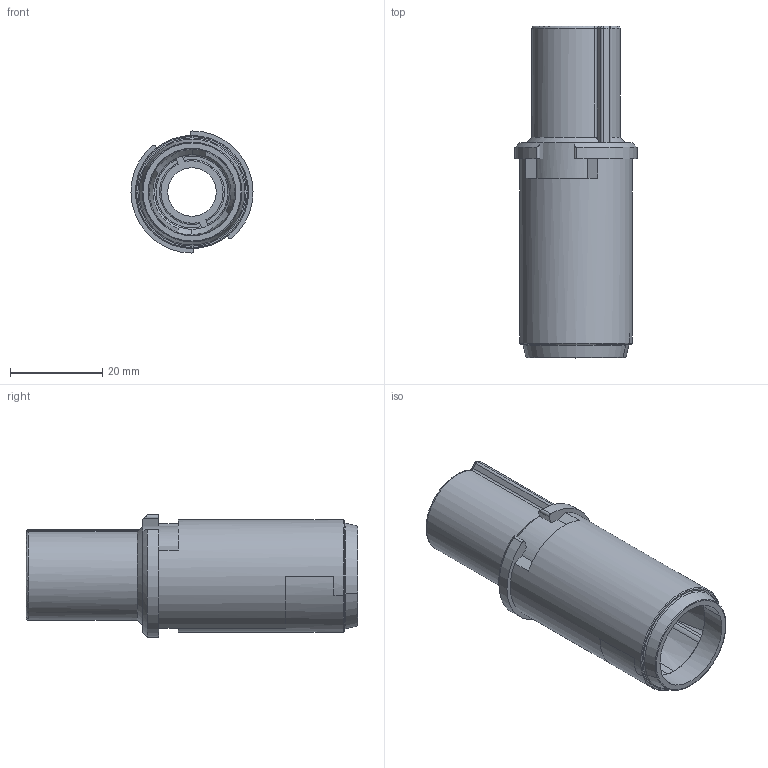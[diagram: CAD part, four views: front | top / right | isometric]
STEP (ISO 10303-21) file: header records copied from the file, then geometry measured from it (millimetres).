
FILE_DESCRIPTION((''),'2;1');
FILE_NAME('HC250FC_82','2016-07-22T',('tl.yang'),(''),'PRO/ENGINEER BY PARAMETRIC TECHNOLOGY CORPORATION, 2011500','PRO/ENGINEER BY PARAMETRIC TECHNOLOGY CORPORATION, 2011500','');
FILE_SCHEMA(('CONFIG_CONTROL_DESIGN'));
Length unit declared in the file: millimetre
Products named in the file (1): HC250FC_82
Bounding box: 26.5 x 72 x 26.5 mm (x, y, z)
Volume: 10252.9 mm3; surface area: 13596.1 mm2
Topology: 1 solids, 1 shells, 150 faces, 436 edges, 288 vertices
Faces by surface type: plane 54, cylinder 48, torus 20, cone 20, revolution 6, sphere 2
Entity records: 5508 total; most frequent: CARTESIAN_POINT 1537, ORIENTED_EDGE 868, DIRECTION 799, EDGE_CURVE 434, AXIS2_PLACEMENT_3D 319, VERTEX_POINT 288, CIRCLE 175, EDGE_LOOP 158
